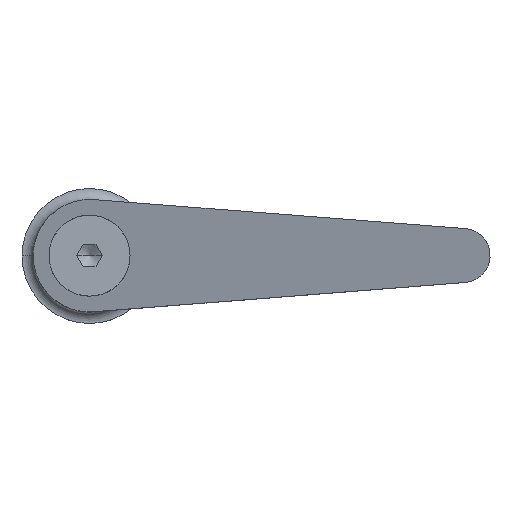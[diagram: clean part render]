
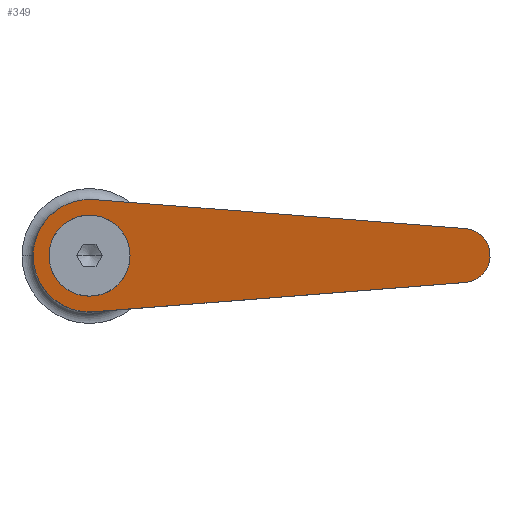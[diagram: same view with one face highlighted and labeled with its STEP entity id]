
A CAD part, top view. The second image highlights one B-rep face of the part: STEP entity #349.
In plain terms, the highlighted planar face has unit normal (-0.26, 0, 0.966).
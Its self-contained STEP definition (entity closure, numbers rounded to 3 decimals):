
#255=EDGE_CURVE('',#601,#569,#668,.T.);
#265=EDGE_CURVE('',#371,#315,#678,.T.);
#301=VERTEX_POINT('',#722);
#307=EDGE_CURVE('',#315,#523,#729,.T.);
#309=EDGE_CURVE('',#569,#301,#731,.T.);
#315=VERTEX_POINT('',#737);
#349=ADVANCED_FACE('',(#772,#773),#774,.F.);
#369=EDGE_CURVE('',#379,#371,#795,.T.);
#371=VERTEX_POINT('',#797);
#379=VERTEX_POINT('',#805);
#453=EDGE_CURVE('',#509,#379,#889,.T.);
#485=EDGE_CURVE('',#523,#509,#924,.T.);
#509=VERTEX_POINT('',#949);
#523=VERTEX_POINT('',#965);
#569=VERTEX_POINT('',#1018);
#597=EDGE_CURVE('',#301,#601,#1049,.T.);
#601=VERTEX_POINT('',#1053);
#668=ELLIPSE('',#1129,9.32,9.0);
#678=ELLIPSE('',#1143,6.214,6.);
#722=CARTESIAN_POINT('',(0.,9.,42.765));
#729=LINE('',#1211,#1212);
#731=ELLIPSE('',#1215,9.32,9.0);
#737=CARTESIAN_POINT('',(83.47,5.982,65.239));
#772=FACE_OUTER_BOUND('',#1287,.T.);
#773=FACE_BOUND('',#1288,.T.);
#774=PLANE('',#1289);
#795=LINE('',#1318,#1319);
#797=CARTESIAN_POINT('',(83.47,-5.982,65.239));
#805=CARTESIAN_POINT('',(0.979,-12.462,43.029));
#889=ELLIPSE('',#1445,12.945,12.5);
#924=ELLIPSE('',#1500,12.945,12.5);
#949=CARTESIAN_POINT('',(-12.5,0.,39.4));
#965=CARTESIAN_POINT('',(0.979,12.462,43.029));
#1018=CARTESIAN_POINT('',(0.,-9.,42.765));
#1049=ELLIPSE('',#1690,9.32,9.0);
#1053=CARTESIAN_POINT('',(-0.216,8.997,42.707));
#1129=AXIS2_PLACEMENT_3D('',#1784,#1785,#1786);
#1143=AXIS2_PLACEMENT_3D('',#1796,#1797,#1798);
#1211=CARTESIAN_POINT('',(46.091,8.918,55.175));
#1212=VECTOR('',#1881,1.0);
#1215=AXIS2_PLACEMENT_3D('',#1882,#1883,#1884);
#1287=EDGE_LOOP('',(#1907,#1908,#1909,#1910,#1911));
#1288=EDGE_LOOP('',(#1912,#1913,#1914));
#1289=AXIS2_PLACEMENT_3D('',#1915,#1916,#1917);
#1318=CARTESIAN_POINT('',(84.565,-5.896,65.533));
#1319=VECTOR('',#1932,1.0);
#1445=AXIS2_PLACEMENT_3D('',#2046,#2047,#2048);
#1500=AXIS2_PLACEMENT_3D('',#2084,#2085,#2086);
#1690=AXIS2_PLACEMENT_3D('',#2214,#2215,#2216);
#1784=CARTESIAN_POINT('',(0.,0.,42.765));
#1785=DIRECTION('',(-0.26,0.,0.966));
#1786=DIRECTION('',(-0.966,0.0,-0.26));
#1796=CARTESIAN_POINT('',(83.0,0.,65.112));
#1797=DIRECTION('',(-0.26,0.,0.966));
#1798=DIRECTION('',(0.966,0.,0.26));
#1881=DIRECTION('',(-0.963,0.076,-0.259));
#1882=CARTESIAN_POINT('',(0.,0.,42.765));
#1883=DIRECTION('',(-0.26,0.,0.966));
#1884=DIRECTION('',(-0.966,0.0,-0.26));
#1907=ORIENTED_EDGE('',*,*,#485,.T.);
#1908=ORIENTED_EDGE('',*,*,#453,.T.);
#1909=ORIENTED_EDGE('',*,*,#369,.T.);
#1910=ORIENTED_EDGE('',*,*,#265,.T.);
#1911=ORIENTED_EDGE('',*,*,#307,.T.);
#1912=ORIENTED_EDGE('',*,*,#255,.F.);
#1913=ORIENTED_EDGE('',*,*,#597,.F.);
#1914=ORIENTED_EDGE('',*,*,#309,.F.);
#1915=CARTESIAN_POINT('',(40.277,0.,53.61));
#1916=DIRECTION('',(0.26,0.,-0.966));
#1917=DIRECTION('',(0.251,0.966,0.068));
#1932=DIRECTION('',(0.963,0.076,0.259));
#2046=CARTESIAN_POINT('',(0.,0.,42.765));
#2047=DIRECTION('',(-0.26,0.,0.966));
#2048=DIRECTION('',(-0.966,0.,-0.26));
#2084=CARTESIAN_POINT('',(0.,0.,42.765));
#2085=DIRECTION('',(-0.26,0.,0.966));
#2086=DIRECTION('',(-0.966,0.,-0.26));
#2214=CARTESIAN_POINT('',(0.,0.,42.765));
#2215=DIRECTION('',(-0.26,0.,0.966));
#2216=DIRECTION('',(-0.966,0.0,-0.26));
